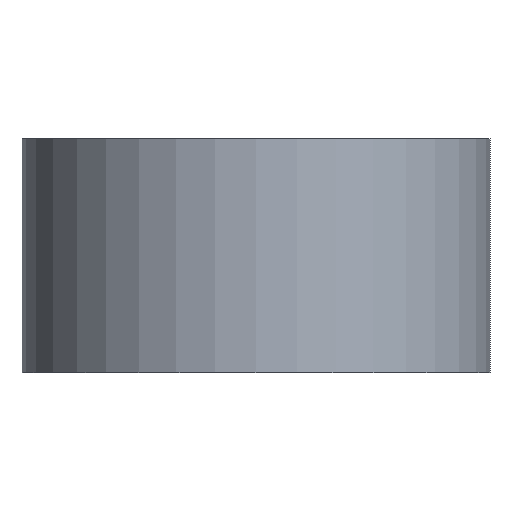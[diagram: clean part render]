
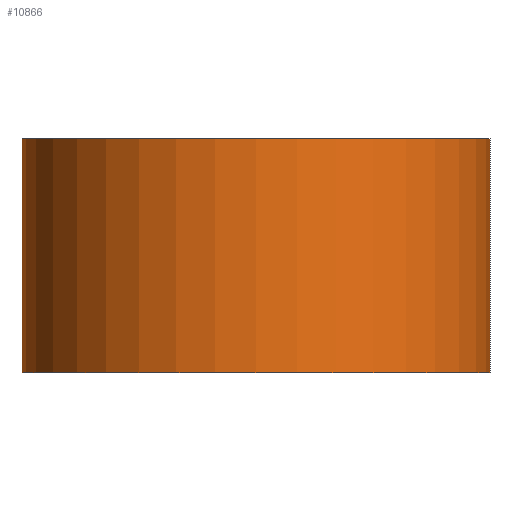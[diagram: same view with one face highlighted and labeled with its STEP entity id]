
A CAD part, front view. The second image highlights one B-rep face of the part: STEP entity #10866.
In plain terms, the highlighted cylindrical face has radius 1 mm (diameter 2 mm), a partial arc.
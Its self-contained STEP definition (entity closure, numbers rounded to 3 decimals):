
#113 = PLANE('',#114);
#114 = AXIS2_PLACEMENT_3D('',#115,#116,#117);
#115 = CARTESIAN_POINT('',(2.,1.928,0.));
#116 = DIRECTION('',(-0.,-0.,-1.));
#117 = DIRECTION('',(-1.,0.,0.));
#261 = PLANE('',#262);
#262 = AXIS2_PLACEMENT_3D('',#263,#264,#265);
#263 = CARTESIAN_POINT('',(2.,1.928,1.));
#264 = DIRECTION('',(0.,0.,1.));
#265 = DIRECTION('',(1.,0.,-0.));
#1742 = PLANE('',#1743);
#1743 = AXIS2_PLACEMENT_3D('',#1744,#1745,#1746);
#1744 = CARTESIAN_POINT('',(3.,2.,0.));
#1745 = DIRECTION('',(1.,0.,-0.));
#1746 = DIRECTION('',(0.,-1.,0.));
#3749 = EDGE_CURVE('',#3750,#3752,#3754,.T.);
#3750 = VERTEX_POINT('',#3751);
#3751 = CARTESIAN_POINT('',(1.,1.,0.));
#3752 = VERTEX_POINT('',#3753);
#3753 = CARTESIAN_POINT('',(1.,1.,1.));
#3754 = SURFACE_CURVE('',#3755,(#3759,#3771),.PCURVE_S1.);
#3755 = LINE('',#3756,#3757);
#3756 = CARTESIAN_POINT('',(1.,1.,0.));
#3757 = VECTOR('',#3758,1.);
#3758 = DIRECTION('',(0.,0.,1.));
#3759 = PCURVE('',#3760,#3765);
#3760 = PLANE('',#3761);
#3761 = AXIS2_PLACEMENT_3D('',#3762,#3763,#3764);
#3762 = CARTESIAN_POINT('',(1.,1.,0.));
#3763 = DIRECTION('',(-1.,0.,0.));
#3764 = DIRECTION('',(0.,1.,0.));
#3765 = DEFINITIONAL_REPRESENTATION('',(#3766),#3770);
#3766 = LINE('',#3767,#3768);
#3767 = CARTESIAN_POINT('',(0.,0.));
#3768 = VECTOR('',#3769,1.);
#3769 = DIRECTION('',(0.,-1.));
#3770 = ( GEOMETRIC_REPRESENTATION_CONTEXT(2) 
PARAMETRIC_REPRESENTATION_CONTEXT() REPRESENTATION_CONTEXT('2D SPACE',''
  ) );
#3771 = PCURVE('',#3772,#3777);
#3772 = CYLINDRICAL_SURFACE('',#3773,1.);
#3773 = AXIS2_PLACEMENT_3D('',#3774,#3775,#3776);
#3774 = CARTESIAN_POINT('',(2.,1.,0.));
#3775 = DIRECTION('',(0.,0.,-1.));
#3776 = DIRECTION('',(1.,0.,0.));
#3777 = DEFINITIONAL_REPRESENTATION('',(#3778),#3782);
#3778 = LINE('',#3779,#3780);
#3779 = CARTESIAN_POINT('',(3.142,0.));
#3780 = VECTOR('',#3781,1.);
#3781 = DIRECTION('',(0.,-1.));
#3782 = ( GEOMETRIC_REPRESENTATION_CONTEXT(2) 
PARAMETRIC_REPRESENTATION_CONTEXT() REPRESENTATION_CONTEXT('2D SPACE',''
  ) );
#10801 = VERTEX_POINT('',#10802);
#10802 = CARTESIAN_POINT('',(3.,1.,1.));
#10823 = EDGE_CURVE('',#10824,#10801,#10826,.T.);
#10824 = VERTEX_POINT('',#10825);
#10825 = CARTESIAN_POINT('',(3.,1.,0.));
#10826 = SURFACE_CURVE('',#10827,(#10831,#10838),.PCURVE_S1.);
#10827 = LINE('',#10828,#10829);
#10828 = CARTESIAN_POINT('',(3.,1.,0.));
#10829 = VECTOR('',#10830,1.);
#10830 = DIRECTION('',(0.,0.,1.));
#10831 = PCURVE('',#1742,#10832);
#10832 = DEFINITIONAL_REPRESENTATION('',(#10833),#10837);
#10833 = LINE('',#10834,#10835);
#10834 = CARTESIAN_POINT('',(1.,0.));
#10835 = VECTOR('',#10836,1.);
#10836 = DIRECTION('',(0.,-1.));
#10837 = ( GEOMETRIC_REPRESENTATION_CONTEXT(2) 
PARAMETRIC_REPRESENTATION_CONTEXT() REPRESENTATION_CONTEXT('2D SPACE',''
  ) );
#10838 = PCURVE('',#3772,#10839);
#10839 = DEFINITIONAL_REPRESENTATION('',(#10840),#10844);
#10840 = LINE('',#10841,#10842);
#10841 = CARTESIAN_POINT('',(0.,0.));
#10842 = VECTOR('',#10843,1.);
#10843 = DIRECTION('',(0.,-1.));
#10844 = ( GEOMETRIC_REPRESENTATION_CONTEXT(2) 
PARAMETRIC_REPRESENTATION_CONTEXT() REPRESENTATION_CONTEXT('2D SPACE',''
  ) );
#10866 = ADVANCED_FACE('',(#10867),#3772,.T.);
#10867 = FACE_BOUND('',#10868,.T.);
#10868 = EDGE_LOOP('',(#10869,#10870,#10896,#10897));
#10869 = ORIENTED_EDGE('',*,*,#10823,.T.);
#10870 = ORIENTED_EDGE('',*,*,#10871,.T.);
#10871 = EDGE_CURVE('',#10801,#3752,#10872,.T.);
#10872 = SURFACE_CURVE('',#10873,(#10878,#10885),.PCURVE_S1.);
#10873 = CIRCLE('',#10874,1.);
#10874 = AXIS2_PLACEMENT_3D('',#10875,#10876,#10877);
#10875 = CARTESIAN_POINT('',(2.,1.,1.));
#10876 = DIRECTION('',(0.,0.,-1.));
#10877 = DIRECTION('',(1.,0.,0.));
#10878 = PCURVE('',#3772,#10879);
#10879 = DEFINITIONAL_REPRESENTATION('',(#10880),#10884);
#10880 = LINE('',#10881,#10882);
#10881 = CARTESIAN_POINT('',(0.,-1.));
#10882 = VECTOR('',#10883,1.);
#10883 = DIRECTION('',(1.,0.));
#10884 = ( GEOMETRIC_REPRESENTATION_CONTEXT(2) 
PARAMETRIC_REPRESENTATION_CONTEXT() REPRESENTATION_CONTEXT('2D SPACE',''
  ) );
#10885 = PCURVE('',#261,#10886);
#10886 = DEFINITIONAL_REPRESENTATION('',(#10887),#10895);
#10887 = ( BOUNDED_CURVE() B_SPLINE_CURVE(2,(#10888,#10889,#10890,#10891
    ,#10892,#10893,#10894),.UNSPECIFIED.,.T.,.F.) 
B_SPLINE_CURVE_WITH_KNOTS((1,2,2,2,2,1),(-2.094,0.,
    2.094,4.189,6.283,8.378),
.UNSPECIFIED.) CURVE() GEOMETRIC_REPRESENTATION_ITEM() 
RATIONAL_B_SPLINE_CURVE((1.,0.5,1.,0.5,1.,0.5,1.)) REPRESENTATION_ITEM(
  '') );
#10888 = CARTESIAN_POINT('',(1.,-0.928));
#10889 = CARTESIAN_POINT('',(1.,-2.66));
#10890 = CARTESIAN_POINT('',(-0.5,-1.794));
#10891 = CARTESIAN_POINT('',(-2.,-0.928));
#10892 = CARTESIAN_POINT('',(-0.5,-0.062));
#10893 = CARTESIAN_POINT('',(1.,0.804));
#10894 = CARTESIAN_POINT('',(1.,-0.928));
#10895 = ( GEOMETRIC_REPRESENTATION_CONTEXT(2) 
PARAMETRIC_REPRESENTATION_CONTEXT() REPRESENTATION_CONTEXT('2D SPACE',''
  ) );
#10896 = ORIENTED_EDGE('',*,*,#3749,.F.);
#10897 = ORIENTED_EDGE('',*,*,#10898,.F.);
#10898 = EDGE_CURVE('',#10824,#3750,#10899,.T.);
#10899 = SURFACE_CURVE('',#10900,(#10905,#10912),.PCURVE_S1.);
#10900 = CIRCLE('',#10901,1.);
#10901 = AXIS2_PLACEMENT_3D('',#10902,#10903,#10904);
#10902 = CARTESIAN_POINT('',(2.,1.,0.));
#10903 = DIRECTION('',(0.,0.,-1.));
#10904 = DIRECTION('',(1.,0.,0.));
#10905 = PCURVE('',#3772,#10906);
#10906 = DEFINITIONAL_REPRESENTATION('',(#10907),#10911);
#10907 = LINE('',#10908,#10909);
#10908 = CARTESIAN_POINT('',(0.,0.));
#10909 = VECTOR('',#10910,1.);
#10910 = DIRECTION('',(1.,0.));
#10911 = ( GEOMETRIC_REPRESENTATION_CONTEXT(2) 
PARAMETRIC_REPRESENTATION_CONTEXT() REPRESENTATION_CONTEXT('2D SPACE',''
  ) );
#10912 = PCURVE('',#113,#10913);
#10913 = DEFINITIONAL_REPRESENTATION('',(#10914),#10918);
#10914 = CIRCLE('',#10915,1.);
#10915 = AXIS2_PLACEMENT_2D('',#10916,#10917);
#10916 = CARTESIAN_POINT('',(0.,-0.928));
#10917 = DIRECTION('',(-1.,0.));
#10918 = ( GEOMETRIC_REPRESENTATION_CONTEXT(2) 
PARAMETRIC_REPRESENTATION_CONTEXT() REPRESENTATION_CONTEXT('2D SPACE',''
  ) );
